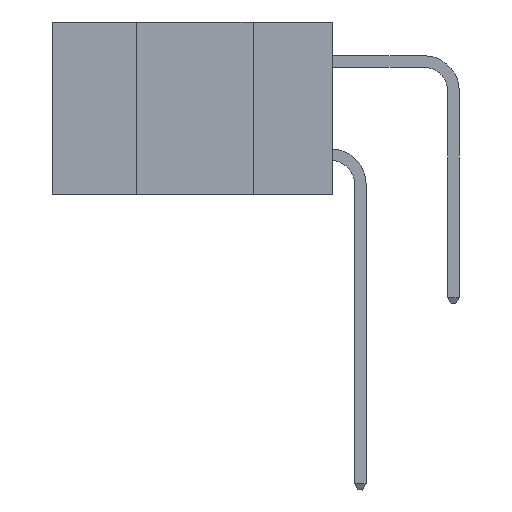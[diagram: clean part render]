
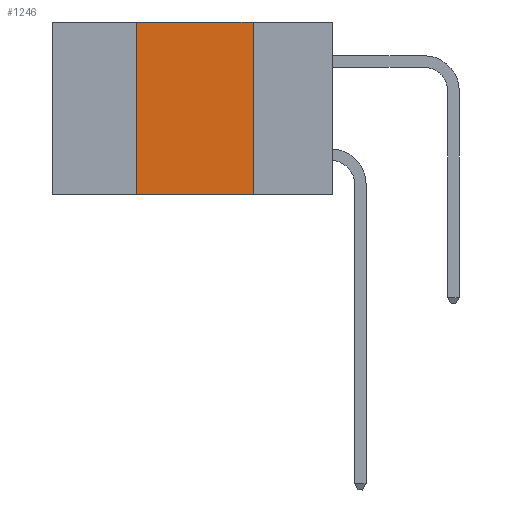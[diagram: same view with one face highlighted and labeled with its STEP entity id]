
A CAD part, left-side view. The second image highlights one B-rep face of the part: STEP entity #1246.
In plain terms, the highlighted planar face has unit normal (-1, 0, 0).
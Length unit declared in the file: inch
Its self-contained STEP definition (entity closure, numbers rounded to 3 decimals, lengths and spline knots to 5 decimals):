
#418 = DIRECTION ( 'NONE',  ( 0., 0., 1. ) ) ;
#433 = VECTOR ( 'NONE', #418, 39.37008 ) ;
#1246 = ADVANCED_FACE ( 'NONE', ( #10962 ), #5496, .F. ) ;
#1664 = CARTESIAN_POINT ( 'NONE',  ( 0., 0.17, -0.37 ) ) ;
#2334 = EDGE_CURVE ( 'NONE', #15056, #12789, #3284, .T. ) ;
#3283 = EDGE_CURVE ( 'NONE', #15578, #4583, #15544, .T. ) ;
#3284 = LINE ( 'NONE', #16177, #7876 ) ;
#3424 = ORIENTED_EDGE ( 'NONE', *, *, #12467, .T. ) ;
#3698 = VECTOR ( 'NONE', #8944, 39.37008 ) ;
#4372 = CARTESIAN_POINT ( 'NONE',  ( 0., 0.42, -0.37 ) ) ;
#4583 = VERTEX_POINT ( 'NONE', #15768 ) ;
#4608 = CARTESIAN_POINT ( 'NONE',  ( 0., 0.42, -0.37 ) ) ;
#5496 = PLANE ( 'NONE',  #13228 ) ;
#5577 = EDGE_CURVE ( 'NONE', #4583, #15056, #8864, .T. ) ;
#7652 = ORIENTED_EDGE ( 'NONE', *, *, #3283, .F. ) ;
#7876 = VECTOR ( 'NONE', #8933, 39.37008 ) ;
#8864 = LINE ( 'NONE', #17575, #3698 ) ;
#8933 = DIRECTION ( 'NONE',  ( 0., 0., -1. ) ) ;
#8944 = DIRECTION ( 'NONE',  ( 0., -1., 0. ) ) ;
#9013 = EDGE_LOOP ( 'NONE', ( #12005, #13060, #7652, #3424 ) ) ;
#10317 = DIRECTION ( 'NONE',  ( 0., -1., 0. ) ) ;
#10675 = CARTESIAN_POINT ( 'NONE',  ( 0., 0.6, -0.37 ) ) ;
#10962 = FACE_OUTER_BOUND ( 'NONE', #9013, .T. ) ;
#11046 = DIRECTION ( 'NONE',  ( 1., 0., 0. ) ) ;
#11152 = CARTESIAN_POINT ( 'NONE',  ( 0., 0.17, 0. ) ) ;
#12005 = ORIENTED_EDGE ( 'NONE', *, *, #2334, .F. ) ;
#12467 = EDGE_CURVE ( 'NONE', #15578, #12789, #14660, .T. ) ;
#12789 = VERTEX_POINT ( 'NONE', #1664 ) ;
#13060 = ORIENTED_EDGE ( 'NONE', *, *, #5577, .F. ) ;
#13100 = VECTOR ( 'NONE', #10317, 39.37008 ) ;
#13228 = AXIS2_PLACEMENT_3D ( 'NONE', #14943, #11046, #15131 ) ;
#14660 = LINE ( 'NONE', #10675, #13100 ) ;
#14943 = CARTESIAN_POINT ( 'NONE',  ( 0., 0.6, 0. ) ) ;
#15056 = VERTEX_POINT ( 'NONE', #11152 ) ;
#15131 = DIRECTION ( 'NONE',  ( 0., 0., -1. ) ) ;
#15544 = LINE ( 'NONE', #4608, #433 ) ;
#15578 = VERTEX_POINT ( 'NONE', #4372 ) ;
#15768 = CARTESIAN_POINT ( 'NONE',  ( 0., 0.42, 0. ) ) ;
#16177 = CARTESIAN_POINT ( 'NONE',  ( 0., 0.17, -0.37 ) ) ;
#17575 = CARTESIAN_POINT ( 'NONE',  ( 0., 0.6, 0. ) ) ;
